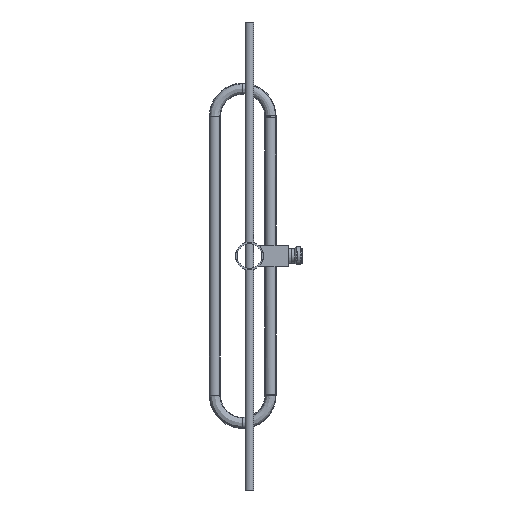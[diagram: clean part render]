
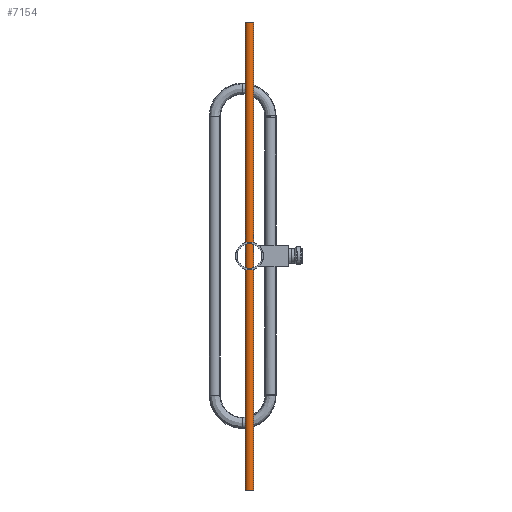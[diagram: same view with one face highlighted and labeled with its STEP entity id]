
A CAD part, front view. The second image highlights one B-rep face of the part: STEP entity #7154.
In plain terms, the highlighted cylindrical face has radius 4 mm (diameter 8 mm), a partial arc.
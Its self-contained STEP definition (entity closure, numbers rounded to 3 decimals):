
#85 = CYLINDRICAL_SURFACE ( 'NONE', #6943, 4. ) ;
#163 = FACE_OUTER_BOUND ( 'NONE', #2356, .T. ) ;
#235 = CARTESIAN_POINT ( 'NONE',  ( 4., -265.003, 210. ) ) ;
#274 = CIRCLE ( 'NONE', #2662, 4. ) ;
#613 = CIRCLE ( 'NONE', #6070, 4. ) ;
#810 = CARTESIAN_POINT ( 'NONE',  ( -4., -265.003, 210. ) ) ;
#1004 = DIRECTION ( 'NONE',  ( 0., 0., -1. ) ) ;
#1653 = ORIENTED_EDGE ( 'NONE', *, *, #5066, .T. ) ;
#1750 = DIRECTION ( 'NONE',  ( -1., 0., 0. ) ) ;
#1968 = VERTEX_POINT ( 'NONE', #810 ) ;
#2356 = EDGE_LOOP ( 'NONE', ( #4879, #1653, #3488, #7419 ) ) ;
#2611 = VERTEX_POINT ( 'NONE', #6520 ) ;
#2662 = AXIS2_PLACEMENT_3D ( 'NONE', #3960, #4642, #1750 ) ;
#2728 = LINE ( 'NONE', #5127, #2798 ) ;
#2731 = VERTEX_POINT ( 'NONE', #7039 ) ;
#2798 = VECTOR ( 'NONE', #6857, 1000. ) ;
#3127 = LINE ( 'NONE', #235, #3165 ) ;
#3165 = VECTOR ( 'NONE', #5386, 1000. ) ;
#3172 = CARTESIAN_POINT ( 'NONE',  ( 4., -265.003, -210. ) ) ;
#3488 = ORIENTED_EDGE ( 'NONE', *, *, #4356, .T. ) ;
#3798 = VERTEX_POINT ( 'NONE', #3172 ) ;
#3960 = CARTESIAN_POINT ( 'NONE',  ( 0., -265.003, -210. ) ) ;
#4012 = EDGE_CURVE ( 'NONE', #2611, #3798, #3127, .T. ) ;
#4356 = EDGE_CURVE ( 'NONE', #1968, #2731, #2728, .T. ) ;
#4642 = DIRECTION ( 'NONE',  ( 0., 0., 1. ) ) ;
#4781 = CARTESIAN_POINT ( 'NONE',  ( 0., -265.003, 210. ) ) ;
#4879 = ORIENTED_EDGE ( 'NONE', *, *, #4012, .F. ) ;
#5066 = EDGE_CURVE ( 'NONE', #2611, #1968, #613, .T. ) ;
#5127 = CARTESIAN_POINT ( 'NONE',  ( -4., -265.003, 210. ) ) ;
#5227 = DIRECTION ( 'NONE',  ( -1., 0., 0. ) ) ;
#5386 = DIRECTION ( 'NONE',  ( 0., 0., -1. ) ) ;
#5969 = EDGE_CURVE ( 'NONE', #2731, #3798, #274, .T. ) ;
#6070 = AXIS2_PLACEMENT_3D ( 'NONE', #7468, #1004, #6360 ) ;
#6360 = DIRECTION ( 'NONE',  ( -1., 0., 0. ) ) ;
#6520 = CARTESIAN_POINT ( 'NONE',  ( 4., -265.003, 210. ) ) ;
#6857 = DIRECTION ( 'NONE',  ( 0., 0., -1. ) ) ;
#6943 = AXIS2_PLACEMENT_3D ( 'NONE', #4781, #7115, #5227 ) ;
#7039 = CARTESIAN_POINT ( 'NONE',  ( -4., -265.003, -210. ) ) ;
#7115 = DIRECTION ( 'NONE',  ( 0., 0., -1. ) ) ;
#7154 = ADVANCED_FACE ( 'NONE', ( #163 ), #85, .T. ) ;
#7419 = ORIENTED_EDGE ( 'NONE', *, *, #5969, .T. ) ;
#7468 = CARTESIAN_POINT ( 'NONE',  ( 0., -265.003, 210. ) ) ;
